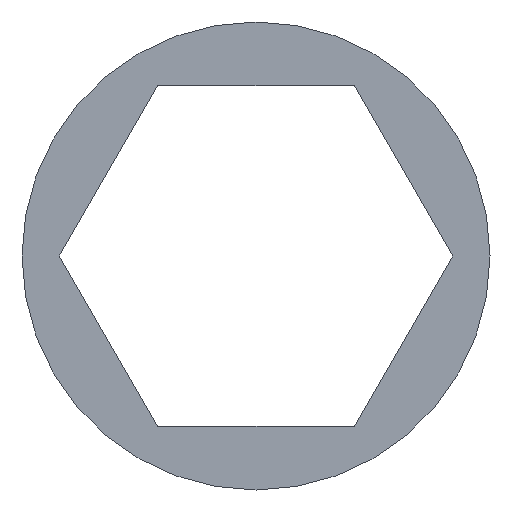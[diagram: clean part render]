
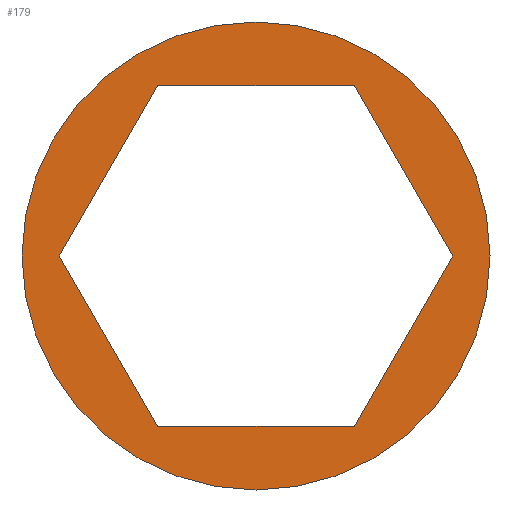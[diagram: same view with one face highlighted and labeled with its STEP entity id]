
A CAD part, front view. The second image highlights one B-rep face of the part: STEP entity #179.
In plain terms, the highlighted planar face has unit normal (0, -1, 0).
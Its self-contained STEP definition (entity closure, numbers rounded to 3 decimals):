
#3 = CARTESIAN_POINT ( 'NONE',  ( -7.563, 0., 0. ) ) ;
#10 = EDGE_CURVE ( 'NONE', #32, #95, #81, .T. ) ;
#12 = VERTEX_POINT ( 'NONE', #35 ) ;
#13 = CIRCLE ( 'NONE', #34, 9. ) ;
#15 = DIRECTION ( 'NONE',  ( 0., 0., 1. ) ) ;
#17 = EDGE_CURVE ( 'NONE', #272, #291, #279, .T. ) ;
#20 = ORIENTED_EDGE ( 'NONE', *, *, #148, .F. ) ;
#28 = DIRECTION ( 'NONE',  ( -0.5, 0., 0.866 ) ) ;
#30 = ORIENTED_EDGE ( 'NONE', *, *, #264, .T. ) ;
#31 = CARTESIAN_POINT ( 'NONE',  ( -3.782, 0., 6.55 ) ) ;
#32 = VERTEX_POINT ( 'NONE', #56 ) ;
#34 = AXIS2_PLACEMENT_3D ( 'NONE', #39, #135, #15 ) ;
#35 = CARTESIAN_POINT ( 'NONE',  ( 7.563, 0., 0. ) ) ;
#39 = CARTESIAN_POINT ( 'NONE',  ( 0., 0., 0. ) ) ;
#47 = VECTOR ( 'NONE', #149, 1000. ) ;
#49 = LINE ( 'NONE', #93, #200 ) ;
#54 = ORIENTED_EDGE ( 'NONE', *, *, #311, .T. ) ;
#56 = CARTESIAN_POINT ( 'NONE',  ( 3.782, 0., -6.55 ) ) ;
#58 = CARTESIAN_POINT ( 'NONE',  ( -3.782, 0., 6.55 ) ) ;
#80 = AXIS2_PLACEMENT_3D ( 'NONE', #188, #290, #265 ) ;
#81 = LINE ( 'NONE', #132, #251 ) ;
#84 = CARTESIAN_POINT ( 'NONE',  ( 0., 0., 0. ) ) ;
#85 = PLANE ( 'NONE',  #80 ) ;
#86 = VECTOR ( 'NONE', #28, 1000. ) ;
#93 = CARTESIAN_POINT ( 'NONE',  ( 3.782, 0., 6.55 ) ) ;
#95 = VERTEX_POINT ( 'NONE', #284 ) ;
#99 = DIRECTION ( 'NONE',  ( 0.5, 0., 0.866 ) ) ;
#105 = LINE ( 'NONE', #3, #262 ) ;
#113 = AXIS2_PLACEMENT_3D ( 'NONE', #84, #131, #178 ) ;
#117 = EDGE_LOOP ( 'NONE', ( #269, #231, #256, #30, #54, #320 ) ) ;
#119 = EDGE_CURVE ( 'NONE', #252, #263, #159, .T. ) ;
#123 = VERTEX_POINT ( 'NONE', #259 ) ;
#131 = DIRECTION ( 'NONE',  ( 0., 1., 0. ) ) ;
#132 = CARTESIAN_POINT ( 'NONE',  ( 3.782, 0., -6.55 ) ) ;
#133 = DIRECTION ( 'NONE',  ( -1., 0., 0. ) ) ;
#135 = DIRECTION ( 'NONE',  ( 0., 1., 0. ) ) ;
#141 = CARTESIAN_POINT ( 'NONE',  ( 7.563, 0., 0. ) ) ;
#148 = EDGE_CURVE ( 'NONE', #291, #272, #13, .T. ) ;
#149 = DIRECTION ( 'NONE',  ( -0.5, 0., -0.866 ) ) ;
#159 = LINE ( 'NONE', #58, #228 ) ;
#178 = DIRECTION ( 'NONE',  ( 0., 0., 1. ) ) ;
#179 = ADVANCED_FACE ( 'NONE', ( #318, #322 ), #85, .F. ) ;
#182 = DIRECTION ( 'NONE',  ( 1., 0., 0. ) ) ;
#188 = CARTESIAN_POINT ( 'NONE',  ( 0., 0., 0. ) ) ;
#200 = VECTOR ( 'NONE', #294, 1000. ) ;
#204 = CARTESIAN_POINT ( 'NONE',  ( 0., 0., 9. ) ) ;
#222 = EDGE_CURVE ( 'NONE', #263, #12, #49, .T. ) ;
#227 = EDGE_CURVE ( 'NONE', #12, #32, #267, .T. ) ;
#228 = VECTOR ( 'NONE', #182, 1000. ) ;
#231 = ORIENTED_EDGE ( 'NONE', *, *, #227, .T. ) ;
#234 = CARTESIAN_POINT ( 'NONE',  ( 3.782, 0., 6.55 ) ) ;
#246 = ORIENTED_EDGE ( 'NONE', *, *, #17, .F. ) ;
#250 = CARTESIAN_POINT ( 'NONE',  ( -3.782, 0., -6.55 ) ) ;
#251 = VECTOR ( 'NONE', #133, 1000. ) ;
#252 = VERTEX_POINT ( 'NONE', #31 ) ;
#253 = LINE ( 'NONE', #250, #86 ) ;
#256 = ORIENTED_EDGE ( 'NONE', *, *, #10, .T. ) ;
#259 = CARTESIAN_POINT ( 'NONE',  ( -7.563, 0., 0. ) ) ;
#262 = VECTOR ( 'NONE', #99, 1000. ) ;
#263 = VERTEX_POINT ( 'NONE', #234 ) ;
#264 = EDGE_CURVE ( 'NONE', #95, #123, #253, .T. ) ;
#265 = DIRECTION ( 'NONE',  ( 0., 0., 1. ) ) ;
#266 = EDGE_LOOP ( 'NONE', ( #20, #246 ) ) ;
#267 = LINE ( 'NONE', #141, #47 ) ;
#269 = ORIENTED_EDGE ( 'NONE', *, *, #222, .T. ) ;
#272 = VERTEX_POINT ( 'NONE', #204 ) ;
#279 = CIRCLE ( 'NONE', #113, 9. ) ;
#280 = CARTESIAN_POINT ( 'NONE',  ( 0., 0., -9. ) ) ;
#284 = CARTESIAN_POINT ( 'NONE',  ( -3.782, 0., -6.55 ) ) ;
#290 = DIRECTION ( 'NONE',  ( 0., 1., 0. ) ) ;
#291 = VERTEX_POINT ( 'NONE', #280 ) ;
#294 = DIRECTION ( 'NONE',  ( 0.5, 0., -0.866 ) ) ;
#311 = EDGE_CURVE ( 'NONE', #123, #252, #105, .T. ) ;
#318 = FACE_OUTER_BOUND ( 'NONE', #266, .T. ) ;
#320 = ORIENTED_EDGE ( 'NONE', *, *, #119, .T. ) ;
#322 = FACE_BOUND ( 'NONE', #117, .T. ) ;
